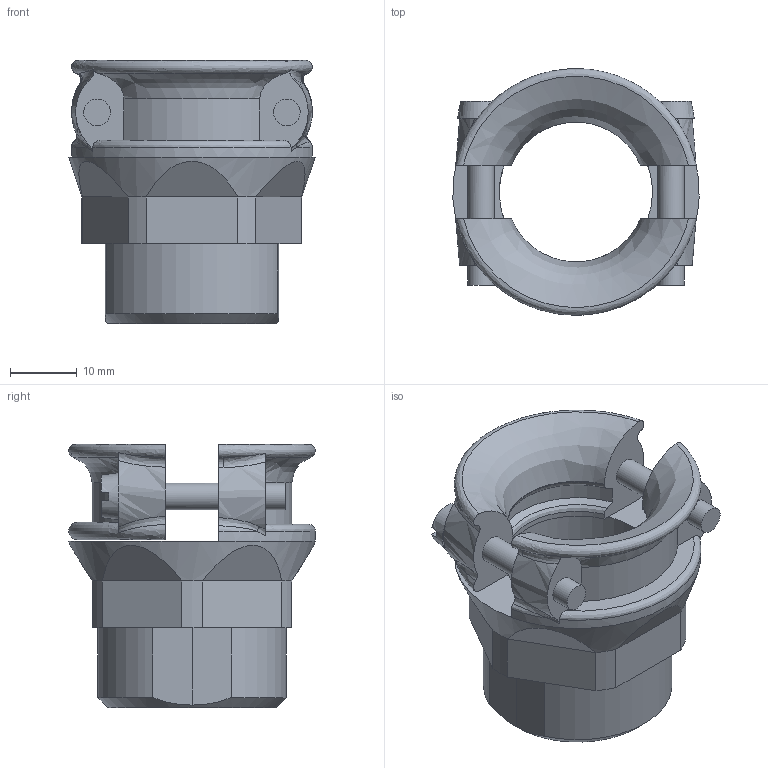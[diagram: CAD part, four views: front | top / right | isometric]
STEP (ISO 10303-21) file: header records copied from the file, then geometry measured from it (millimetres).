
FILE_DESCRIPTION(( 'HARTING HARTING HARTING HARTING HARTING HARTING HARTING HARTING HARTING', 'This Document is valid for Parts No. 09 00 000 5104'),'2;1');
FILE_NAME('MD_09000005104_R413767.stp', '2009-03-20T08:39:56',('ITIS-4b'),('HARTING KGaA, D-32339 Espelkamp'), 'I-DEAS Master Series 10','HP-UNIX','Yes');
FILE_SCHEMA(('AUTOMOTIVE_DESIGN { 1 0 10303 214 1 1 1 1 }'));
Length unit declared in the file: millimetre
Products named in the file (1): MD 09 00 000 5104
Bounding box: 36.95 x 37 x 39.5 mm (x, y, z)
Volume: 13978.8 mm3; surface area: 8985.7 mm2
Topology: 1 solids, 1 shells, 209 faces, 539 edges, 351 vertices
Faces by surface type: bspline 209
Entity records: 7790 total; most frequent: CARTESIAN_POINT 4180, ORIENTED_EDGE 1078, EDGE_CURVE 539, OVER_RIDING_STYLED_ITEM 355, VERTEX_POINT 351, EDGE_LOOP 232, B_SPLINE_CURVE_WITH_KNOTS 228, FACE_OUTER_BOUND 209
